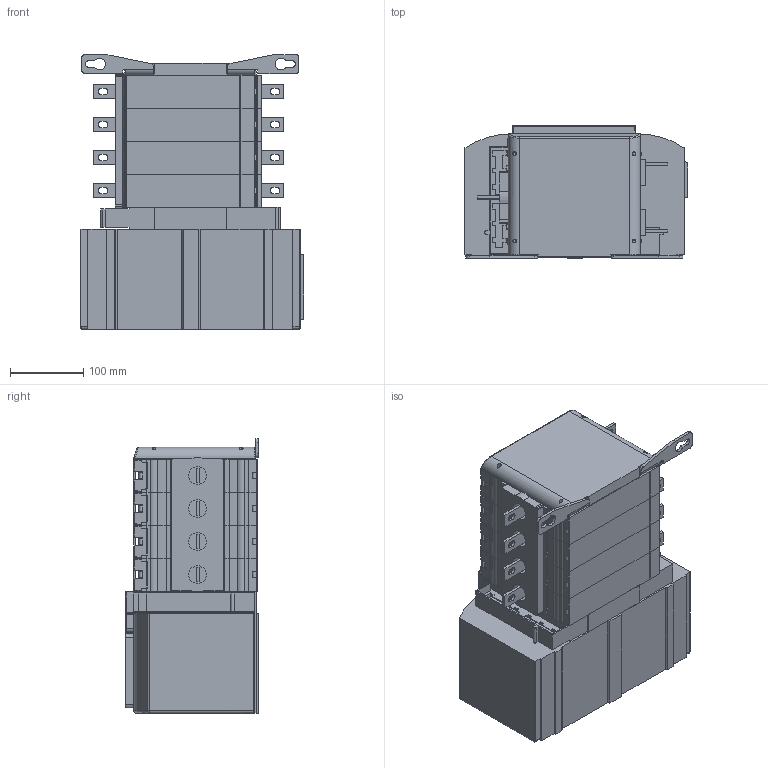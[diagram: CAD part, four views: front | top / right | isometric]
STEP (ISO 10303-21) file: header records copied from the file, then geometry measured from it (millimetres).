
FILE_DESCRIPTION((''),'2;1');
FILE_NAME('OX_30-250_3S4_T_LIGHT_ASM','2017-06-19T',('FIHEJAR'),(''),'CREO PARAMETRIC BY PTC INC, 2016380','CREO PARAMETRIC BY PTC INC, 2016380','');
FILE_SCHEMA(('AUTOMOTIVE_DESIGN { 1 0 10303 214 1 1 1 1 }'));
Products named in the file (9): OXNA1-R2-250X_SR; CXBY69685_1_SR; OXZM13_SR; CXBY69638_SR; OXPI1_SR; OX_ME1-R2-Q; OX_MI1_LX_SR; OXCT4-R2-250_SR; OX_30-250_3S4_T_LIGHT_ASM
Assembly tree (14 placements, depth 2):
  OX_30-250_3S4_T_LIGHT_ASM
    OXNA1-R2-250X_SR  x4
    CXBY69685_1_SR  x4
    OXZM13_SR
    CXBY69638_SR
    OXPI1_SR
    OX_ME1-R2-Q
    OX_MI1_LX_SR
    OXCT4-R2-250_SR
Bounding box: 304.5 x 181.2 x 374.7 mm (x, y, z)
Volume: 13967423.6 mm3; surface area: 1026363.6 mm2
Topology: 15 solids, 19 shells, 1728 faces, 4683 edges, 3054 vertices
Faces by surface type: plane 1014, cylinder 548, extrusion 68, bspline 58, sphere 20, cone 16, torus 4
Entity records: 55641 total; most frequent: CARTESIAN_POINT 25692, ORIENTED_EDGE 5864, DIRECTION 5246, EDGE_CURVE 2940, VECTOR 2082, LINE 2014, VERTEX_POINT 1914, AXIS2_PLACEMENT_3D 1582
